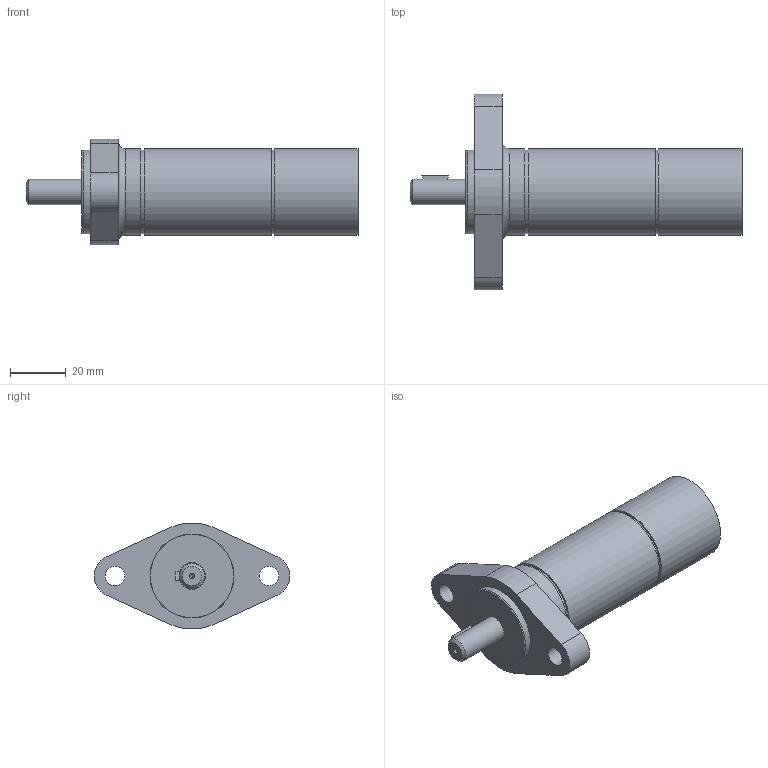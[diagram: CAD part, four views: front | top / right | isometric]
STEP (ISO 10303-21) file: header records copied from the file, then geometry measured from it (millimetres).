
FILE_DESCRIPTION((''),'2;1');
FILE_NAME('MRD 12-3250_29905865.stp','2010-10-06T16:23:18',('rmorof'),(''),'Autodesk Inventor 2008','Autodesk Inventor 2008','');
FILE_SCHEMA(('CONFIG_CONTROL_DESIGN'));
Length unit declared in the file: millimetre
Products named in the file (1): MRD 12-3250_29905865
Bounding box: 118.7 x 70 x 37.86 mm (x, y, z)
Volume: 83177.7 mm3; surface area: 15940.9 mm2
Topology: 1 solids, 3 shells, 59 faces, 129 edges, 86 vertices
Faces by surface type: plane 33, cylinder 13, bspline 11, cone 2
Full cylindrical faces by diameter (mm): 9 x1, 29.793 x2, 30 x1, 31 x3
Entity records: 1737 total; most frequent: CARTESIAN_POINT 464, DIRECTION 244, ORIENTED_EDGE 194, AXIS2_PLACEMENT_3D 100, EDGE_CURVE 97, EDGE_LOOP 96, VERTEX_POINT 75, FACE_OUTER_BOUND 59
